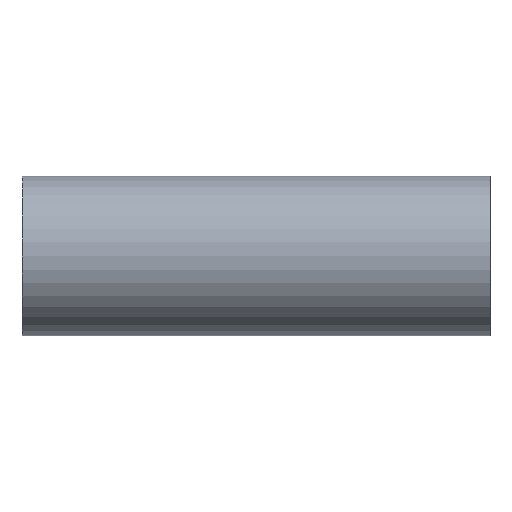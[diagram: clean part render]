
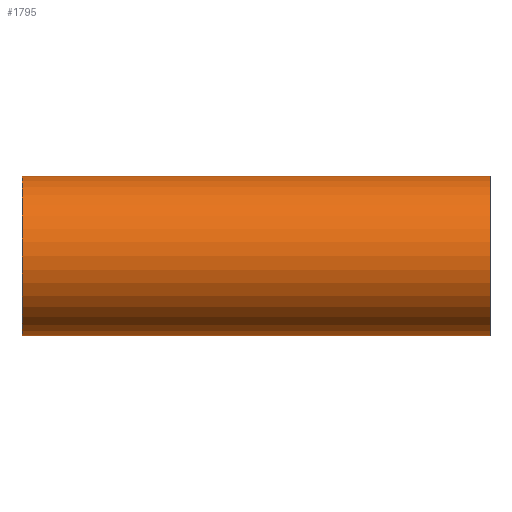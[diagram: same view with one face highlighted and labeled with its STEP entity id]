
A CAD part, left-side view. The second image highlights one B-rep face of the part: STEP entity #1795.
In plain terms, the highlighted cylindrical face has radius 20.5 mm (diameter 41 mm), a full revolution.
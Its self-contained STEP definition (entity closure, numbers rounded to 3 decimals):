
#1597=CARTESIAN_POINT('',(16.4,0.,-12.3));
#1598=VERTEX_POINT('',#1597);
#1606=CARTESIAN_POINT('',(16.4,0.,-12.3));
#1607=CARTESIAN_POINT('',(16.4,0.,-12.3));
#1608=CARTESIAN_POINT('',(16.4,0.,-12.3));
#1609=CARTESIAN_POINT('',(16.4,0.,-12.3));
#1610=CARTESIAN_POINT('',(16.4,0.387,-12.3));
#1611=CARTESIAN_POINT('',(16.415,0.904,-12.28));
#1612=CARTESIAN_POINT('',(16.486,1.932,-12.185));
#1613=CARTESIAN_POINT('',(16.677,3.574,-11.926));
#1614=CARTESIAN_POINT('',(17.12,5.507,-11.295));
#1615=CARTESIAN_POINT('',(17.63,7.125,-10.469));
#1616=CARTESIAN_POINT('',(17.922,7.939,-9.956));
#1617=CARTESIAN_POINT('',(18.219,8.72,-9.404));
#1618=CARTESIAN_POINT('',(18.559,9.551,-8.727));
#1619=CARTESIAN_POINT('',(19.,10.54,-7.725));
#1620=CARTESIAN_POINT('',(19.321,11.215,-6.869));
#1621=CARTESIAN_POINT('',(19.664,11.913,-5.829));
#1622=CARTESIAN_POINT('',(20.008,12.584,-4.58));
#1623=CARTESIAN_POINT('',(20.308,13.146,-2.955));
#1624=CARTESIAN_POINT('',(20.436,13.382,-1.716));
#1625=CARTESIAN_POINT('',(20.507,13.513,-0.468));
#1626=CARTESIAN_POINT('',(20.507,13.512,0.954));
#1627=CARTESIAN_POINT('',(20.377,13.275,2.348));
#1628=CARTESIAN_POINT('',(20.196,12.937,3.559));
#1629=CARTESIAN_POINT('',(19.966,12.503,4.732));
#1630=CARTESIAN_POINT('',(19.549,11.689,6.245));
#1631=CARTESIAN_POINT('',(18.999,10.546,7.75));
#1632=CARTESIAN_POINT('',(18.407,9.204,9.057));
#1633=CARTESIAN_POINT('',(17.931,7.98,9.949));
#1634=CARTESIAN_POINT('',(17.644,7.148,10.438));
#1635=CARTESIAN_POINT('',(17.459,6.579,10.746));
#1636=CARTESIAN_POINT('',(16.992,5.051,11.491));
#1637=CARTESIAN_POINT('',(16.612,3.246,12.014));
#1638=CARTESIAN_POINT('',(16.428,1.207,12.264));
#1639=CARTESIAN_POINT('',(16.372,-0.173,12.336));
#1640=CARTESIAN_POINT('',(16.473,-2.067,12.203));
#1641=CARTESIAN_POINT('',(16.757,-3.898,11.814));
#1642=CARTESIAN_POINT('',(17.055,-5.165,11.378));
#1643=CARTESIAN_POINT('',(17.304,-6.071,10.993));
#1644=CARTESIAN_POINT('',(17.526,-6.799,10.639));
#1645=CARTESIAN_POINT('',(17.859,-7.778,10.075));
#1646=CARTESIAN_POINT('',(18.157,-8.562,9.525));
#1647=CARTESIAN_POINT('',(18.558,-9.547,8.724));
#1648=CARTESIAN_POINT('',(19.002,-10.553,7.741));
#1649=CARTESIAN_POINT('',(19.488,-11.562,6.412));
#1650=CARTESIAN_POINT('',(19.962,-12.499,4.774));
#1651=CARTESIAN_POINT('',(20.316,-13.162,3.016));
#1652=CARTESIAN_POINT('',(20.464,-13.435,1.406));
#1653=CARTESIAN_POINT('',(20.507,-13.513,0.154));
#1654=CARTESIAN_POINT('',(20.496,-13.493,-0.793));
#1655=CARTESIAN_POINT('',(20.421,-13.354,-1.881));
#1656=CARTESIAN_POINT('',(20.279,-13.092,-3.113));
#1657=CARTESIAN_POINT('',(20.059,-12.68,-4.298));
#1658=CARTESIAN_POINT('',(19.636,-11.861,-5.978));
#1659=CARTESIAN_POINT('',(19.143,-10.861,-7.402));
#1660=CARTESIAN_POINT('',(18.557,-9.545,-8.732));
#1661=CARTESIAN_POINT('',(18.106,-8.443,-9.63));
#1662=CARTESIAN_POINT('',(17.663,-7.23,-10.416));
#1663=CARTESIAN_POINT('',(17.255,-5.933,-11.076));
#1664=CARTESIAN_POINT('',(16.898,-4.542,-11.611));
#1665=CARTESIAN_POINT('',(16.618,-3.069,-12.005));
#1666=CARTESIAN_POINT('',(16.441,-1.553,-12.245));
#1667=CARTESIAN_POINT('',(16.4,-0.516,-12.3));
#1668=CARTESIAN_POINT('',(16.4,0.,-12.3));
#1669=B_SPLINE_CURVE_WITH_KNOTS('',3,(#1606,#1607,#1608,#1609,#1610,#1611,#1612,#1613,#1614,#1615,#1616,#1617,#1618,#1619,#1620,#1621,#1622,#1623,#1624,#1625,#1626,#1627,#1628,#1629,#1630,#1631,#1632,#1633,#1634,#1635,#1636,#1637,#1638,#1639,#1640,#1641,#1642,#1643,#1644,#1645,#1646,#1647,#1648,#1649,#1650,#1651,#1652,#1653,#1654,#1655,#1656,#1657,#1658,#1659,#1660,#1661,#1662,#1663,#1664,#1665,#1666,#1667,#1668),.UNSPECIFIED.,.T.,.U.,(4,3,1,1,1,1,1,1,1,1,1,1,1,1,1,1,1,1,1,1,1,1,1,1,1,1,1,1,1,1,1,1,1,1,1,1,1,1,1,1,1,1,1,1,1,1,1,1,1,1,1,1,1,1,1,1,1,1,4),(-7.117,-7.117,-7.022,-6.99,-6.863,-6.609,-6.482,-6.386,-6.354,-6.227,-6.1,-5.973,-5.931,-5.761,-5.592,-5.465,-5.422,-5.253,-5.084,-5.041,-4.914,-4.745,-4.575,-4.406,-4.236,-4.173,-4.152,-4.067,-3.728,-3.686,-3.558,-3.389,-3.22,-3.092,-3.05,-2.965,-2.881,-2.754,-2.711,-2.542,-2.372,-2.259,-2.033,-1.864,-1.822,-1.695,-1.61,-1.525,-1.356,-1.271,-1.017,-0.89,-0.763,-0.635,-0.508,-0.381,-0.254,-0.127,0.),.UNSPECIFIED.);
#1670=EDGE_CURVE('',#1598,#1598,#1669,.T.);
#1765=CARTESIAN_POINT('',(0.,0.0,0.0));
#1766=DIRECTION('',(0.,-1.0,0.0));
#1767=DIRECTION('',(1.0,0.0,0.0));
#1768=AXIS2_PLACEMENT_3D('',#1765,#1766,#1767);
#1769=CYLINDRICAL_SURFACE('',#1768,20.5);
#1770=CARTESIAN_POINT('',(20.5,-60.,0.0));
#1771=VERTEX_POINT('',#1770);
#1772=CARTESIAN_POINT('',(0.,-60.0,0.0));
#1773=DIRECTION('',(0.0,-1.0,0.0));
#1774=DIRECTION('',(1.0,0.0,0.0));
#1775=AXIS2_PLACEMENT_3D('',#1772,#1773,#1774);
#1776=CIRCLE('',#1775,20.5);
#1777=EDGE_CURVE('',#1771,#1771,#1776,.T.);
#1778=ORIENTED_EDGE('',*,*,#1777,.F.);
#1779=EDGE_LOOP('',(#1778));
#1780=FACE_OUTER_BOUND('',#1779,.T.);
#1781=CARTESIAN_POINT('',(20.5,60.,0.0));
#1782=VERTEX_POINT('',#1781);
#1783=CARTESIAN_POINT('',(0.,60.0,0.0));
#1784=DIRECTION('',(0.0,-1.0,0.0));
#1785=DIRECTION('',(1.0,0.0,0.0));
#1786=AXIS2_PLACEMENT_3D('',#1783,#1784,#1785);
#1787=CIRCLE('',#1786,20.5);
#1788=EDGE_CURVE('',#1782,#1782,#1787,.T.);
#1789=ORIENTED_EDGE('',*,*,#1788,.T.);
#1790=EDGE_LOOP('',(#1789));
#1791=FACE_BOUND('',#1790,.T.);
#1792=ORIENTED_EDGE('',*,*,#1670,.F.);
#1793=EDGE_LOOP('',(#1792));
#1794=FACE_BOUND('',#1793,.T.);
#1795=ADVANCED_FACE('',(#1780,#1791,#1794),#1769,.T.);
